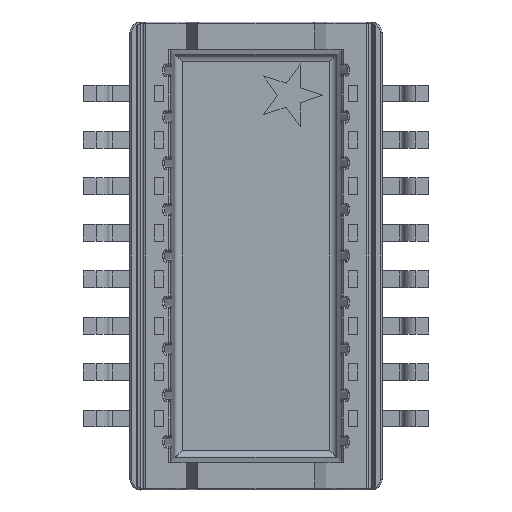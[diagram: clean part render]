
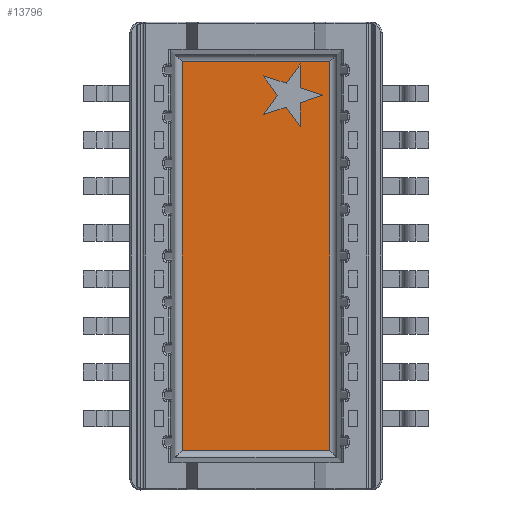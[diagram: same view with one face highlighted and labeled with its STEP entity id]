
A CAD part, front view. The second image highlights one B-rep face of the part: STEP entity #13796.
In plain terms, the highlighted planar face has unit normal (0, -1, 0).
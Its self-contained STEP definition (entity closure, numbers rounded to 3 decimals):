
#991=FACE_BOUND('',#2662,.T.);
#1243=PLANE('',#14668);
#1792=FACE_OUTER_BOUND('',#2661,.T.);
#2661=EDGE_LOOP('',(#11796,#11797,#11798,#11799));
#2662=EDGE_LOOP('',(#11800,#11801,#11802,#11803,#11804,#11805,#11806,#11807,
#11808,#11809));
#4000=LINE('',#24487,#5238);
#4001=LINE('',#24490,#5239);
#4002=LINE('',#24494,#5240);
#4003=LINE('',#24497,#5241);
#4004=LINE('',#24501,#5242);
#4005=LINE('',#24503,#5243);
#4006=LINE('',#24505,#5244);
#4007=LINE('',#24507,#5245);
#4008=LINE('',#24509,#5246);
#4009=LINE('',#24511,#5247);
#4010=LINE('',#24513,#5248);
#4011=LINE('',#24515,#5249);
#4012=LINE('',#24517,#5250);
#4013=LINE('',#24518,#5251);
#5238=VECTOR('',#17269,10.634);
#5239=VECTOR('',#17272,4.034);
#5240=VECTOR('',#17277,10.634);
#5241=VECTOR('',#17282,4.034);
#5242=VECTOR('',#17285,0.653);
#5243=VECTOR('',#17286,0.653);
#5244=VECTOR('',#17287,0.653);
#5245=VECTOR('',#17288,0.653);
#5246=VECTOR('',#17289,0.653);
#5247=VECTOR('',#17290,0.653);
#5248=VECTOR('',#17291,0.653);
#5249=VECTOR('',#17292,0.653);
#5250=VECTOR('',#17293,0.653);
#5251=VECTOR('',#17294,0.653);
#6799=VERTEX_POINT('',#24483);
#6800=VERTEX_POINT('',#24485);
#6801=VERTEX_POINT('',#24489);
#6802=VERTEX_POINT('',#24493);
#6803=VERTEX_POINT('',#24499);
#6804=VERTEX_POINT('',#24500);
#6805=VERTEX_POINT('',#24502);
#6806=VERTEX_POINT('',#24504);
#6807=VERTEX_POINT('',#24506);
#6808=VERTEX_POINT('',#24508);
#6809=VERTEX_POINT('',#24510);
#6810=VERTEX_POINT('',#24512);
#6811=VERTEX_POINT('',#24514);
#6812=VERTEX_POINT('',#24516);
#8501=EDGE_CURVE('',#6799,#6800,#4000,.T.);
#8502=EDGE_CURVE('',#6799,#6801,#4001,.T.);
#8504=EDGE_CURVE('',#6802,#6801,#4002,.T.);
#8506=EDGE_CURVE('',#6802,#6800,#4003,.T.);
#8507=EDGE_CURVE('',#6803,#6804,#4004,.T.);
#8508=EDGE_CURVE('',#6805,#6803,#4005,.T.);
#8509=EDGE_CURVE('',#6806,#6805,#4006,.T.);
#8510=EDGE_CURVE('',#6807,#6806,#4007,.T.);
#8511=EDGE_CURVE('',#6808,#6807,#4008,.T.);
#8512=EDGE_CURVE('',#6809,#6808,#4009,.T.);
#8513=EDGE_CURVE('',#6810,#6809,#4010,.T.);
#8514=EDGE_CURVE('',#6811,#6810,#4011,.T.);
#8515=EDGE_CURVE('',#6812,#6811,#4012,.T.);
#8516=EDGE_CURVE('',#6804,#6812,#4013,.T.);
#11796=ORIENTED_EDGE('',*,*,#8506,.F.);
#11797=ORIENTED_EDGE('',*,*,#8504,.T.);
#11798=ORIENTED_EDGE('',*,*,#8502,.F.);
#11799=ORIENTED_EDGE('',*,*,#8501,.T.);
#11800=ORIENTED_EDGE('',*,*,#8507,.F.);
#11801=ORIENTED_EDGE('',*,*,#8508,.F.);
#11802=ORIENTED_EDGE('',*,*,#8509,.F.);
#11803=ORIENTED_EDGE('',*,*,#8510,.F.);
#11804=ORIENTED_EDGE('',*,*,#8511,.F.);
#11805=ORIENTED_EDGE('',*,*,#8512,.F.);
#11806=ORIENTED_EDGE('',*,*,#8513,.F.);
#11807=ORIENTED_EDGE('',*,*,#8514,.F.);
#11808=ORIENTED_EDGE('',*,*,#8515,.F.);
#11809=ORIENTED_EDGE('',*,*,#8516,.F.);
#13796=ADVANCED_FACE('',(#1792,#991),#1243,.F.);
#14668=AXIS2_PLACEMENT_3D('',#24498,#17283,#17284);
#17269=DIRECTION('',(0.,0.,1.));
#17272=DIRECTION('',(-1.,0.,0.));
#17277=DIRECTION('',(0.,0.,-1.));
#17282=DIRECTION('',(1.,0.,0.));
#17283=DIRECTION('center_axis',(0.,1.,0.));
#17284=DIRECTION('ref_axis',(-1.,0.,0.));
#17285=DIRECTION('',(-0.951,0.,0.31));
#17286=DIRECTION('',(0.951,0.,0.31));
#17287=DIRECTION('',(0.002,0.,1.));
#17288=DIRECTION('',(0.589,0.,-0.808));
#17289=DIRECTION('',(0.952,0.,0.308));
#17290=DIRECTION('',(-0.587,0.,-0.81));
#17291=DIRECTION('',(0.587,0.,-0.81));
#17292=DIRECTION('',(-0.952,0.,0.308));
#17293=DIRECTION('',(-0.589,0.,-0.808));
#17294=DIRECTION('',(-0.002,0.,1.));
#24483=CARTESIAN_POINT('',(2.017,4.85,-5.317));
#24485=CARTESIAN_POINT('',(2.017,4.85,5.317));
#24487=CARTESIAN_POINT('',(2.017,4.85,-5.317));
#24489=CARTESIAN_POINT('',(-2.017,4.85,-5.317));
#24490=CARTESIAN_POINT('',(2.017,4.85,-5.317));
#24493=CARTESIAN_POINT('',(-2.017,4.85,5.317));
#24494=CARTESIAN_POINT('',(-2.017,4.85,5.317));
#24497=CARTESIAN_POINT('',(-2.017,4.85,5.317));
#24498=CARTESIAN_POINT('Origin',(0.,4.85,-5.65));
#24499=CARTESIAN_POINT('',(1.832,4.85,4.396));
#24500=CARTESIAN_POINT('',(1.211,4.85,4.599));
#24501=CARTESIAN_POINT('',(1.832,4.85,4.396));
#24502=CARTESIAN_POINT('',(1.211,4.85,4.193));
#24503=CARTESIAN_POINT('',(1.211,4.85,4.193));
#24504=CARTESIAN_POINT('',(1.21,4.85,3.54));
#24505=CARTESIAN_POINT('',(1.21,4.85,3.54));
#24506=CARTESIAN_POINT('',(0.825,4.85,4.068));
#24507=CARTESIAN_POINT('',(0.825,4.85,4.068));
#24508=CARTESIAN_POINT('',(0.204,4.85,3.867));
#24509=CARTESIAN_POINT('',(0.204,4.85,3.867));
#24510=CARTESIAN_POINT('',(0.587,4.85,4.396));
#24511=CARTESIAN_POINT('',(0.587,4.85,4.396));
#24512=CARTESIAN_POINT('',(0.204,4.85,4.925));
#24513=CARTESIAN_POINT('',(0.204,4.85,4.925));
#24514=CARTESIAN_POINT('',(0.825,4.85,4.724));
#24515=CARTESIAN_POINT('',(0.825,4.85,4.724));
#24516=CARTESIAN_POINT('',(1.21,4.85,5.252));
#24517=CARTESIAN_POINT('',(1.21,4.85,5.252));
#24518=CARTESIAN_POINT('',(1.211,4.85,4.599));
